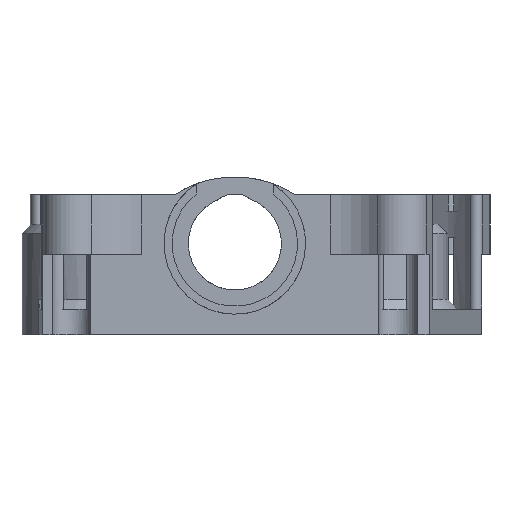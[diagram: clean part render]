
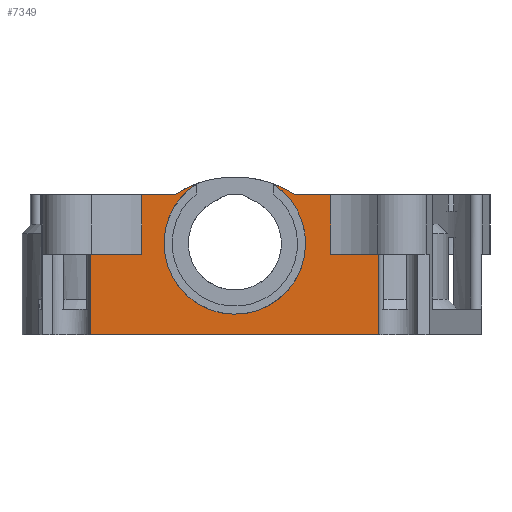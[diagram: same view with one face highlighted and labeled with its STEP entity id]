
A CAD part, front view. The second image highlights one B-rep face of the part: STEP entity #7349.
In plain terms, the highlighted planar face has unit normal (0, -1, 0).
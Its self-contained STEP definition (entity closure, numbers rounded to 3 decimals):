
#859=PLANE('',#7672);
#1213=FACE_OUTER_BOUND('',#1638,.T.);
#1638=EDGE_LOOP('',(#6591,#6592,#6593,#6594,#6595,#6596,#6597,#6598,#6599,
#6600,#6601,#6602,#6603,#6604,#6605));
#2029=LINE('',#13548,#2526);
#2137=LINE('',#14945,#2634);
#2160=LINE('',#15161,#2657);
#2161=LINE('',#15168,#2658);
#2162=LINE('',#15170,#2659);
#2163=LINE('',#15172,#2660);
#2164=LINE('',#15173,#2661);
#2165=LINE('',#15175,#2662);
#2166=LINE('',#15177,#2663);
#2167=LINE('',#15178,#2664);
#2526=VECTOR('',#8299,10.);
#2634=VECTOR('',#8655,10.);
#2657=VECTOR('',#8724,10.);
#2658=VECTOR('',#8731,10.);
#2659=VECTOR('',#8732,10.);
#2660=VECTOR('',#8733,10.);
#2661=VECTOR('',#8734,10.);
#2662=VECTOR('',#8735,10.);
#2663=VECTOR('',#8736,10.);
#2664=VECTOR('',#8737,10.);
#2834=CIRCLE('',#7673,11.);
#2835=CIRCLE('',#7674,0.8);
#2836=CIRCLE('',#7675,11.);
#2837=CIRCLE('',#7676,16.455);
#2838=CIRCLE('',#7677,16.455);
#3367=VERTEX_POINT('',#13545);
#3368=VERTEX_POINT('',#13547);
#3547=VERTEX_POINT('',#14942);
#3548=VERTEX_POINT('',#14944);
#3562=VERTEX_POINT('',#15115);
#3565=VERTEX_POINT('',#15123);
#3578=VERTEX_POINT('',#15158);
#3579=VERTEX_POINT('',#15160);
#3580=VERTEX_POINT('',#15162);
#3581=VERTEX_POINT('',#15165);
#3582=VERTEX_POINT('',#15167);
#3583=VERTEX_POINT('',#15169);
#3584=VERTEX_POINT('',#15171);
#3585=VERTEX_POINT('',#15174);
#3586=VERTEX_POINT('',#15176);
#4334=EDGE_CURVE('',#3367,#3368,#2029,.T.);
#4591=EDGE_CURVE('',#3548,#3547,#2137,.T.);
#4633=EDGE_CURVE('',#3565,#3578,#2834,.T.);
#4634=EDGE_CURVE('',#3578,#3579,#2160,.T.);
#4635=EDGE_CURVE('',#3579,#3580,#2835,.T.);
#4636=EDGE_CURVE('',#3580,#3562,#2836,.T.);
#4637=EDGE_CURVE('',#3562,#3581,#2837,.T.);
#4638=EDGE_CURVE('',#3581,#3582,#2161,.T.);
#4639=EDGE_CURVE('',#3583,#3582,#2162,.T.);
#4640=EDGE_CURVE('',#3583,#3584,#2163,.T.);
#4641=EDGE_CURVE('',#3368,#3584,#2164,.T.);
#4642=EDGE_CURVE('',#3367,#3585,#2165,.T.);
#4643=EDGE_CURVE('',#3585,#3586,#2166,.T.);
#4644=EDGE_CURVE('',#3586,#3548,#2167,.T.);
#4645=EDGE_CURVE('',#3547,#3565,#2838,.T.);
#6591=ORIENTED_EDGE('',*,*,#4633,.T.);
#6592=ORIENTED_EDGE('',*,*,#4634,.T.);
#6593=ORIENTED_EDGE('',*,*,#4635,.T.);
#6594=ORIENTED_EDGE('',*,*,#4636,.T.);
#6595=ORIENTED_EDGE('',*,*,#4637,.T.);
#6596=ORIENTED_EDGE('',*,*,#4638,.T.);
#6597=ORIENTED_EDGE('',*,*,#4639,.F.);
#6598=ORIENTED_EDGE('',*,*,#4640,.T.);
#6599=ORIENTED_EDGE('',*,*,#4641,.F.);
#6600=ORIENTED_EDGE('',*,*,#4334,.F.);
#6601=ORIENTED_EDGE('',*,*,#4642,.T.);
#6602=ORIENTED_EDGE('',*,*,#4643,.T.);
#6603=ORIENTED_EDGE('',*,*,#4644,.T.);
#6604=ORIENTED_EDGE('',*,*,#4591,.T.);
#6605=ORIENTED_EDGE('',*,*,#4645,.T.);
#7349=ADVANCED_FACE('',(#1213),#859,.T.);
#7672=AXIS2_PLACEMENT_3D('',#15157,#8720,#8721);
#7673=AXIS2_PLACEMENT_3D('',#15159,#8722,#8723);
#7674=AXIS2_PLACEMENT_3D('',#15163,#8725,#8726);
#7675=AXIS2_PLACEMENT_3D('',#15164,#8727,#8728);
#7676=AXIS2_PLACEMENT_3D('',#15166,#8729,#8730);
#7677=AXIS2_PLACEMENT_3D('',#15179,#8738,#8739);
#8299=DIRECTION('',(-1.,0.,0.));
#8655=DIRECTION('',(-1.,0.,0.));
#8720=DIRECTION('center_axis',(0.,-1.,0.));
#8721=DIRECTION('ref_axis',(1.,0.,0.));
#8722=DIRECTION('center_axis',(0.,1.,0.));
#8723=DIRECTION('ref_axis',(-1.,0.,0.));
#8724=DIRECTION('',(0.,0.,1.));
#8725=DIRECTION('center_axis',(0.,1.,0.));
#8726=DIRECTION('ref_axis',(-1.,0.,0.));
#8727=DIRECTION('center_axis',(0.,1.,0.));
#8728=DIRECTION('ref_axis',(-1.,0.,0.));
#8729=DIRECTION('center_axis',(0.,-1.,0.));
#8730=DIRECTION('ref_axis',(0.,0.,1.));
#8731=DIRECTION('',(-1.,0.,0.));
#8732=DIRECTION('',(0.,0.,1.));
#8733=DIRECTION('',(-1.,0.,0.));
#8734=DIRECTION('',(0.,0.,1.));
#8735=DIRECTION('',(0.,0.,1.));
#8736=DIRECTION('',(-1.,0.,0.));
#8737=DIRECTION('',(0.,0.,1.));
#8738=DIRECTION('center_axis',(0.,-1.,0.));
#8739=DIRECTION('ref_axis',(0.549,0.,0.836));
#13545=CARTESIAN_POINT('',(22.4,-21.2,0.));
#13547=CARTESIAN_POINT('',(-22.4,-21.2,0.));
#13548=CARTESIAN_POINT('',(-5.565,-21.2,0.));
#14942=CARTESIAN_POINT('',(9.281,-21.2,21.8));
#14944=CARTESIAN_POINT('',(14.9,-21.2,21.8));
#14945=CARTESIAN_POINT('',(-2.599,-21.2,21.8));
#15115=CARTESIAN_POINT('',(-5.841,-21.2,23.521));
#15123=CARTESIAN_POINT('',(5.841,-21.2,23.521));
#15157=CARTESIAN_POINT('Origin',(-14.48,-21.2,0.));
#15158=CARTESIAN_POINT('',(-11.,-21.2,14.2));
#15159=CARTESIAN_POINT('Origin',(0.,-21.2,
14.2));
#15160=CARTESIAN_POINT('',(-11.,-21.2,15.));
#15161=CARTESIAN_POINT('',(-11.,-21.2,7.5));
#15162=CARTESIAN_POINT('',(-10.971,-21.2,14.999));
#15163=CARTESIAN_POINT('Origin',(-11.,-21.2,14.2));
#15164=CARTESIAN_POINT('Origin',(0.,-21.2,14.2));
#15165=CARTESIAN_POINT('',(-9.281,-21.2,21.8));
#15166=CARTESIAN_POINT('Origin',(-0.25,-21.2,8.045));
#15167=CARTESIAN_POINT('',(-14.48,-21.2,21.8));
#15168=CARTESIAN_POINT('',(-25.752,-21.2,21.8));
#15169=CARTESIAN_POINT('',(-14.48,-21.2,12.5));
#15170=CARTESIAN_POINT('',(-14.48,-21.2,0.));
#15171=CARTESIAN_POINT('',(-22.4,-21.2,12.5));
#15172=CARTESIAN_POINT('',(22.4,-21.2,12.5));
#15173=CARTESIAN_POINT('',(-22.4,-21.2,0.));
#15174=CARTESIAN_POINT('',(22.4,-21.2,12.5));
#15175=CARTESIAN_POINT('',(22.4,-21.2,0.));
#15176=CARTESIAN_POINT('',(14.9,-21.2,12.5));
#15177=CARTESIAN_POINT('',(22.4,-21.2,12.5));
#15178=CARTESIAN_POINT('',(14.9,-21.2,0.));
#15179=CARTESIAN_POINT('Origin',(0.25,-21.2,8.045));
